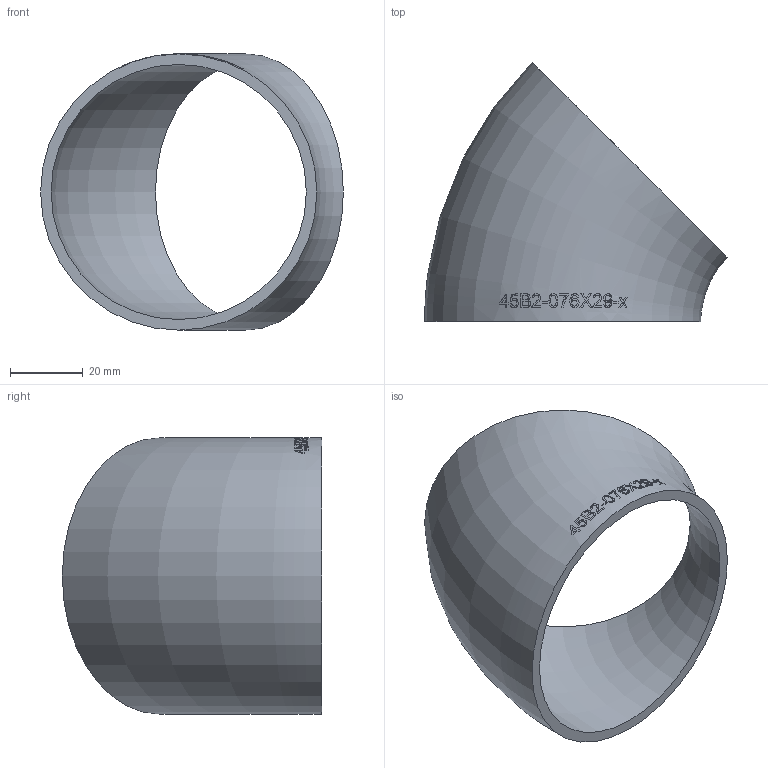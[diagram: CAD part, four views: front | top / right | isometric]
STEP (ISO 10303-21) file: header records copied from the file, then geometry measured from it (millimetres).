
FILE_DESCRIPTION (( 'STEP AP214' ), '1' );
FILE_NAME ('45B2-076X29-x Bogen 2005.STEP', '2020-05-05T11:10:18', ( '' ), ( '' ), 'SwSTEP 2.0', 'SolidWorks 2019', '' );
FILE_SCHEMA (( 'AUTOMOTIVE_DESIGN' ));
Length unit declared in the file: millimetre
Products named in the file (1): 45B2-076X29-x Bogen 2005
Bounding box: 83.41 x 71.45 x 76.1 mm (x, y, z)
Volume: 32996.5 mm3; surface area: 24098.4 mm2
Topology: 1 solids, 1 shells, 186 faces, 499 edges, 333 vertices
Faces by surface type: bspline 162, torus 22, plane 2
Entity records: 22988 total; most frequent: CARTESIAN_POINT 17867, ORIENTED_EDGE 980, EDGE_CURVE 490, B_SPLINE_CURVE_WITH_KNOTS 486, VERTEX_POINT 328, EDGE_LOOP 208, FACE_OUTER_BOUND 187, ADVANCED_FACE 185
